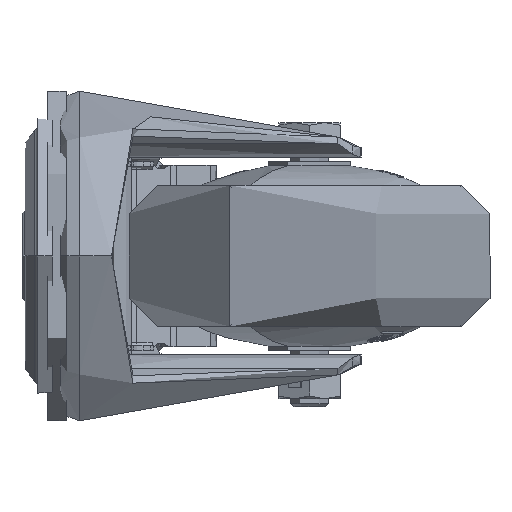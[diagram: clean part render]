
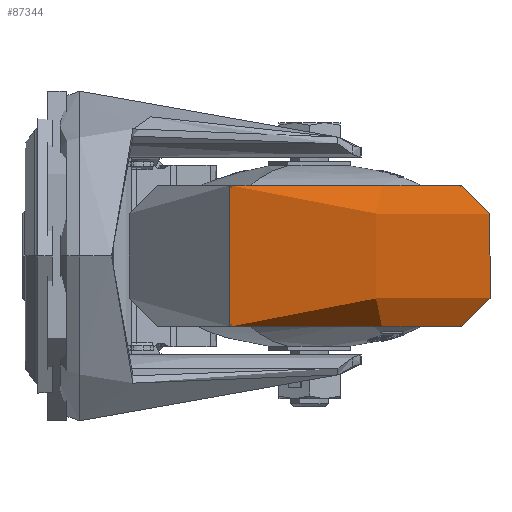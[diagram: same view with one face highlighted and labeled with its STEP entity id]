
A CAD part, left-side view. The second image highlights one B-rep face of the part: STEP entity #87344.
In plain terms, the highlighted free-form (B-spline) face has degree [3, 3] with [4, 4] control points.
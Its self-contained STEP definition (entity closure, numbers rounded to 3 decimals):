
#1329 = CARTESIAN_POINT ( 'NONE',  ( -2.674, -29.187, -15. ) ) ;
#1541 = EDGE_CURVE ( 'NONE', #23806, #18061, #12316, .T. ) ;
#2616 = CARTESIAN_POINT ( 'NONE',  ( 10.529, -37.306, 15. ) ) ;
#4085 = EDGE_CURVE ( 'NONE', #88126, #18061, #35958, .T. ) ;
#6018 = DIRECTION ( 'NONE',  ( 0.852, -0.524, 0. ) ) ;
#6490 = CARTESIAN_POINT ( 'NONE',  ( 38., -54.2, -15. ) ) ;
#7980 = CARTESIAN_POINT ( 'NONE',  ( 10.529, -37.306, 15. ) ) ;
#8288 = CARTESIAN_POINT ( 'NONE',  ( 65.471, -71.094, 15. ) ) ;
#11806 = CARTESIAN_POINT ( 'NONE',  ( 78.674, -79.213, -15. ) ) ;
#12051 = CARTESIAN_POINT ( 'NONE',  ( 10.529, -37.306, -15. ) ) ;
#12287 = CARTESIAN_POINT ( 'NONE',  ( -23.259, -92.248, -15. ) ) ;
#12316 = CIRCLE ( 'NONE', #67587, 32.25 ) ;
#13668 = CARTESIAN_POINT ( 'NONE',  ( 28.648, -160.562, -15. ) ) ;
#15197 = DIRECTION ( 'NONE',  ( 0., 0., 1. ) ) ;
#18061 = VERTEX_POINT ( 'NONE', #8288 ) ;
#20230 = CARTESIAN_POINT ( 'NONE',  ( 31.684, -126.036, -15. ) ) ;
#21233 = CARTESIAN_POINT ( 'NONE',  ( 78.674, -79.213, 15. ) ) ;
#23806 = VERTEX_POINT ( 'NONE', #2616 ) ;
#26803 = AXIS2_PLACEMENT_3D ( 'NONE', #6490, #71065, #6018 ) ;
#27735 = CARTESIAN_POINT ( 'NONE',  ( -2.674, -29.187, -15. ) ) ;
#30922 = CARTESIAN_POINT ( 'NONE',  ( 10.529, -37.306, -15. ) ) ;
#35958 =( BOUNDED_CURVE ( )  B_SPLINE_CURVE ( 3, ( #91875, #85746, #21233, #71261 ),
 .UNSPECIFIED., .F., .F. ) 
 B_SPLINE_CURVE_WITH_KNOTS ( ( 4, 4 ),
 ( 0., 3.142 ),
 .UNSPECIFIED. ) 
 CURVE ( )  GEOMETRIC_REPRESENTATION_ITEM ( )  RATIONAL_B_SPLINE_CURVE ( ( 1., 0.333, 0.333, 1. ) ) 
 REPRESENTATION_ITEM ( '' )  );
#39216 =( BOUNDED_CURVE ( )  B_SPLINE_CURVE ( 3, ( #30922, #1329, #80434, #58466 ),
 .UNSPECIFIED., .F., .F. ) 
 B_SPLINE_CURVE_WITH_KNOTS ( ( 4, 4 ),
 ( 0., 3.142 ),
 .UNSPECIFIED. ) 
 CURVE ( )  GEOMETRIC_REPRESENTATION_ITEM ( )  RATIONAL_B_SPLINE_CURVE ( ( 1., 0.333, 0.333, 1. ) ) 
 REPRESENTATION_ITEM ( '' )  );
#39774 = ORIENTED_EDGE ( 'NONE', *, *, #62989, .F. ) ;
#40303 = CARTESIAN_POINT ( 'NONE',  ( -2.674, -29.187, 15. ) ) ;
#44111 = DIRECTION ( 'NONE',  ( 0.852, -0.524, 0. ) ) ;
#44416 = CARTESIAN_POINT ( 'NONE',  ( 31.684, -126.036, 15. ) ) ;
#46215 = EDGE_LOOP ( 'NONE', ( #39774, #79678, #89784, #88252 ) ) ;
#49169 = FACE_OUTER_BOUND ( 'NONE', #46215, .T. ) ;
#50222 = VERTEX_POINT ( 'NONE', #12051 ) ;
#50553 = CARTESIAN_POINT ( 'NONE',  ( -23.259, -92.248, 15. ) ) ;
#50694 = CARTESIAN_POINT ( 'NONE',  ( 38., -54.2, 15. ) ) ;
#54804 = CARTESIAN_POINT ( 'NONE',  ( 78.674, -79.213, 15. ) ) ;
#58466 = CARTESIAN_POINT ( 'NONE',  ( 10.529, -37.306, 15. ) ) ;
#59934 = EDGE_CURVE ( 'NONE', #50222, #88126, #76024, .T. ) ;
#61499 =( BOUNDED_SURFACE ( )  B_SPLINE_SURFACE ( 3, 3, ( 
 ( #75890, #12287, #20230, #92253 ),
 ( #27735, #77704, #13668, #11806 ),
 ( #40303, #61817, #90434, #54804 ),
 ( #7980, #50553, #44416, #65489 ) ),
 .UNSPECIFIED., .F., .F., .F. ) 
 B_SPLINE_SURFACE_WITH_KNOTS ( ( 4, 4 ),
 ( 4, 4 ),
 ( 0., 1. ),
 ( 0., 1. ),
 .UNSPECIFIED. ) 
 GEOMETRIC_REPRESENTATION_ITEM ( )  RATIONAL_B_SPLINE_SURFACE ( (
 ( 1., 0.333, 0.333, 1.),
 ( 0.333, 0.111, 0.111, 0.333),
 ( 0.333, 0.111, 0.111, 0.333),
 ( 1., 0.333, 0.333, 1.) ) ) 
 REPRESENTATION_ITEM ( '' )  SURFACE ( )  );
#61817 = CARTESIAN_POINT ( 'NONE',  ( -52.701, -110.535, 15. ) ) ;
#62989 = EDGE_CURVE ( 'NONE', #50222, #23806, #39216, .T. ) ;
#65489 = CARTESIAN_POINT ( 'NONE',  ( 65.471, -71.094, 15. ) ) ;
#67587 = AXIS2_PLACEMENT_3D ( 'NONE', #50694, #15197, #44111 ) ;
#71065 = DIRECTION ( 'NONE',  ( 0., 0., 1. ) ) ;
#71261 = CARTESIAN_POINT ( 'NONE',  ( 65.471, -71.094, 15. ) ) ;
#75890 = CARTESIAN_POINT ( 'NONE',  ( 10.529, -37.306, -15. ) ) ;
#76024 = CIRCLE ( 'NONE', #26803, 32.25 ) ;
#77704 = CARTESIAN_POINT ( 'NONE',  ( -52.701, -110.535, -15. ) ) ;
#79678 = ORIENTED_EDGE ( 'NONE', *, *, #59934, .T. ) ;
#80434 = CARTESIAN_POINT ( 'NONE',  ( -2.674, -29.187, 15. ) ) ;
#85746 = CARTESIAN_POINT ( 'NONE',  ( 78.674, -79.213, -15. ) ) ;
#86714 = CARTESIAN_POINT ( 'NONE',  ( 65.471, -71.094, -15. ) ) ;
#87344 = ADVANCED_FACE ( 'NONE', ( #49169 ), #61499, .F. ) ;
#88126 = VERTEX_POINT ( 'NONE', #86714 ) ;
#88252 = ORIENTED_EDGE ( 'NONE', *, *, #1541, .F. ) ;
#89784 = ORIENTED_EDGE ( 'NONE', *, *, #4085, .T. ) ;
#90434 = CARTESIAN_POINT ( 'NONE',  ( 28.648, -160.562, 15. ) ) ;
#91875 = CARTESIAN_POINT ( 'NONE',  ( 65.471, -71.094, -15. ) ) ;
#92253 = CARTESIAN_POINT ( 'NONE',  ( 65.471, -71.094, -15. ) ) ;
